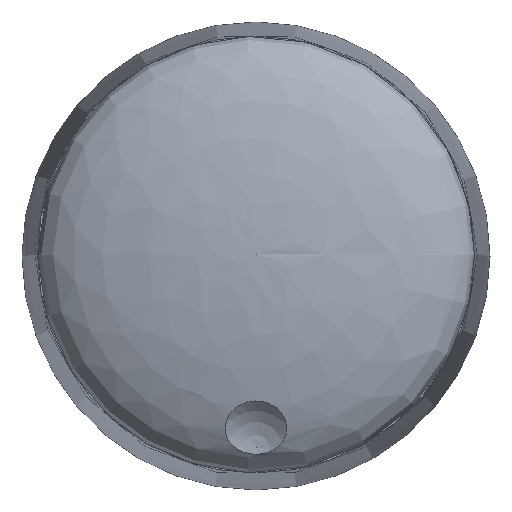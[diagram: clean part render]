
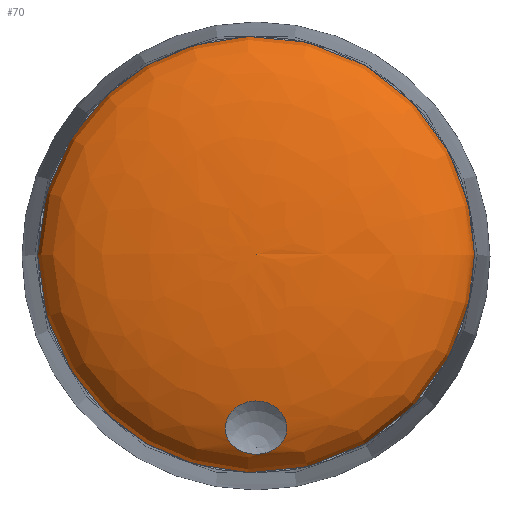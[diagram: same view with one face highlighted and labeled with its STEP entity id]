
A CAD part, top view. The second image highlights one B-rep face of the part: STEP entity #70.
In plain terms, the highlighted free-form (B-spline) face has degree [2, 2] with [7, 5] control points.
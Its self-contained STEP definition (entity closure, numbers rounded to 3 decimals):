
#70 = ADVANCED_FACE('',(#71,#75),#175,.T.);
#71 = FACE_BOUND('',#72,.T.);
#72 = VERTEX_LOOP('',#73);
#73 = VERTEX_POINT('',#74);
#74 = CARTESIAN_POINT('',(0.,0.,14.));
#75 = FACE_BOUND('',#76,.T.);
#76 = EDGE_LOOP('',(#77,#110));
#77 = ORIENTED_EDGE('',*,*,#78,.T.);
#78 = EDGE_CURVE('',#79,#81,#83,.T.);
#79 = VERTEX_POINT('',#80);
#80 = CARTESIAN_POINT('',(0.326,-3.1,13.455));
#81 = VERTEX_POINT('',#82);
#82 = CARTESIAN_POINT('',(-0.26,-3.14,
    13.435));
#83 = B_SPLINE_CURVE_WITH_KNOTS('',7,(#84,#85,#86,#87,#88,#89,#90,#91,
    #92,#93,#94,#95,#96,#97,#98,#99,#100,#101,#102,#103,#104,#105,#106,
    #107,#108,#109),.UNSPECIFIED.,.F.,.F.,(8,6,6,6,8),(0.,
    0.077,0.218,0.742,1.),.UNSPECIFIED.);
#84 = CARTESIAN_POINT('',(0.326,-3.1,13.455));
#85 = CARTESIAN_POINT('',(0.314,-3.109,13.451));
#86 = CARTESIAN_POINT('',(0.302,-3.117,13.447)
  );
#87 = CARTESIAN_POINT('',(0.29,-3.125,13.443
    ));
#88 = CARTESIAN_POINT('',(0.278,-3.132,13.44
    ));
#89 = CARTESIAN_POINT('',(0.266,-3.138,13.436
    ));
#90 = CARTESIAN_POINT('',(0.254,-3.144,13.434
    ));
#91 = CARTESIAN_POINT('',(0.222,-3.158,13.426)
  );
#92 = CARTESIAN_POINT('',(0.202,-3.166,13.422
    ));
#93 = CARTESIAN_POINT('',(0.183,-3.172,13.419)
  );
#94 = CARTESIAN_POINT('',(0.167,-3.177,13.417
    ));
#95 = CARTESIAN_POINT('',(0.152,-3.181,13.415
    ));
#96 = CARTESIAN_POINT('',(0.138,-3.184,13.413
    ));
#97 = CARTESIAN_POINT('',(0.079,-3.197,
    13.407));
#98 = CARTESIAN_POINT('',(0.05,-3.199,
    13.406));
#99 = CARTESIAN_POINT('',(0.026,-3.2,
    13.405));
#100 = CARTESIAN_POINT('',(0.004,-3.201,
    13.405));
#101 = CARTESIAN_POINT('',(-0.018,-3.2,
    13.405));
#102 = CARTESIAN_POINT('',(-0.041,-3.2,
    13.405));
#103 = CARTESIAN_POINT('',(-0.089,-3.194,
    13.408));
#104 = CARTESIAN_POINT('',(-0.107,-3.191,
    13.41));
#105 = CARTESIAN_POINT('',(-0.128,-3.187,
    13.412));
#106 = CARTESIAN_POINT('',(-0.153,-3.182,
    13.414));
#107 = CARTESIAN_POINT('',(-0.183,-3.174,
    13.419));
#108 = CARTESIAN_POINT('',(-0.22,-3.16,
    13.425));
#109 = CARTESIAN_POINT('',(-0.26,-3.14,
    13.435));
#110 = ORIENTED_EDGE('',*,*,#111,.T.);
#111 = EDGE_CURVE('',#81,#79,#112,.T.);
#112 = B_SPLINE_CURVE_WITH_KNOTS('',7,(#113,#114,#115,#116,#117,#118,
    #119,#120,#121,#122,#123,#124,#125,#126,#127,#128,#129,#130,#131,
    #132,#133,#134,#135,#136,#137,#138,#139,#140,#141,#142,#143,#144,
    #145,#146,#147,#148,#149,#150,#151,#152,#153,#154,#155,#156,#157,
    #158,#159,#160,#161,#162,#163,#164,#165,#166,#167,#168,#169,#170,
    #171,#172,#173,#174),.UNSPECIFIED.,.F.,.F.,(8,6,6,6,6,6,6,6,6,6,8),(
    0.,0.083,0.177,0.255,0.334,
    0.424,0.597,0.692,0.782,
    0.866,1.),.UNSPECIFIED.);
#113 = CARTESIAN_POINT('',(-0.26,-3.14,
    13.435));
#114 = CARTESIAN_POINT('',(-0.277,-3.132,
    13.44));
#115 = CARTESIAN_POINT('',(-0.296,-3.121,
    13.445));
#116 = CARTESIAN_POINT('',(-0.314,-3.11,
    13.45));
#117 = CARTESIAN_POINT('',(-0.333,-3.097,
    13.456));
#118 = CARTESIAN_POINT('',(-0.351,-3.082,
    13.463));
#119 = CARTESIAN_POINT('',(-0.369,-3.066,
    13.471));
#120 = CARTESIAN_POINT('',(-0.404,-3.029,
    13.488));
#121 = CARTESIAN_POINT('',(-0.422,-3.008,
    13.497));
#122 = CARTESIAN_POINT('',(-0.438,-2.985,
    13.507));
#123 = CARTESIAN_POINT('',(-0.452,-2.96,
    13.518));
#124 = CARTESIAN_POINT('',(-0.464,-2.934,
    13.529));
#125 = CARTESIAN_POINT('',(-0.474,-2.907,
    13.54));
#126 = CARTESIAN_POINT('',(-0.487,-2.856,
    13.561));
#127 = CARTESIAN_POINT('',(-0.492,-2.832,
    13.571));
#128 = CARTESIAN_POINT('',(-0.494,-2.808,
    13.58));
#129 = CARTESIAN_POINT('',(-0.495,-2.783,
    13.59));
#130 = CARTESIAN_POINT('',(-0.493,-2.758,
    13.6));
#131 = CARTESIAN_POINT('',(-0.49,-2.733,
    13.609));
#132 = CARTESIAN_POINT('',(-0.48,-2.683,
    13.627));
#133 = CARTESIAN_POINT('',(-0.472,-2.658,
    13.637));
#134 = CARTESIAN_POINT('',(-0.463,-2.634,
    13.645));
#135 = CARTESIAN_POINT('',(-0.452,-2.61,
    13.654));
#136 = CARTESIAN_POINT('',(-0.439,-2.587,
    13.662));
#137 = CARTESIAN_POINT('',(-0.425,-2.564,
    13.67));
#138 = CARTESIAN_POINT('',(-0.39,-2.518,
    13.686));
#139 = CARTESIAN_POINT('',(-0.369,-2.495,
    13.694));
#140 = CARTESIAN_POINT('',(-0.347,-2.473,
    13.701));
#141 = CARTESIAN_POINT('',(-0.322,-2.453,
    13.708));
#142 = CARTESIAN_POINT('',(-0.296,-2.434,
    13.714));
#143 = CARTESIAN_POINT('',(-0.268,-2.418,
    13.719));
#144 = CARTESIAN_POINT('',(-0.184,-2.375,
    13.733));
#145 = CARTESIAN_POINT('',(-0.124,-2.355,
    13.739));
#146 = CARTESIAN_POINT('',(-0.061,-2.343,
    13.743));
#147 = CARTESIAN_POINT('',(0.003,-2.34,
    13.744));
#148 = CARTESIAN_POINT('',(0.067,-2.345,
    13.742));
#149 = CARTESIAN_POINT('',(0.129,-2.359,
    13.738));
#150 = CARTESIAN_POINT('',(0.219,-2.393,13.727)
  );
#151 = CARTESIAN_POINT('',(0.25,-2.407,
    13.723));
#152 = CARTESIAN_POINT('',(0.28,-2.423,13.717
    ));
#153 = CARTESIAN_POINT('',(0.308,-2.442,
    13.711));
#154 = CARTESIAN_POINT('',(0.334,-2.463,
    13.704));
#155 = CARTESIAN_POINT('',(0.359,-2.485,13.697
    ));
#156 = CARTESIAN_POINT('',(0.402,-2.532,13.681
    ));
#157 = CARTESIAN_POINT('',(0.421,-2.557,
    13.672));
#158 = CARTESIAN_POINT('',(0.438,-2.582,
    13.663));
#159 = CARTESIAN_POINT('',(0.453,-2.609,
    13.654));
#160 = CARTESIAN_POINT('',(0.465,-2.637,
    13.644));
#161 = CARTESIAN_POINT('',(0.474,-2.665,
    13.634));
#162 = CARTESIAN_POINT('',(0.488,-2.72,
    13.614));
#163 = CARTESIAN_POINT('',(0.493,-2.747,
    13.604));
#164 = CARTESIAN_POINT('',(0.495,-2.774,13.593)
  );
#165 = CARTESIAN_POINT('',(0.495,-2.801,
    13.583));
#166 = CARTESIAN_POINT('',(0.492,-2.827,
    13.573));
#167 = CARTESIAN_POINT('',(0.488,-2.853,
    13.562));
#168 = CARTESIAN_POINT('',(0.471,-2.918,
    13.536));
#169 = CARTESIAN_POINT('',(0.456,-2.956,
    13.52));
#170 = CARTESIAN_POINT('',(0.436,-2.992,
    13.504));
#171 = CARTESIAN_POINT('',(0.412,-3.024,
    13.49));
#172 = CARTESIAN_POINT('',(0.385,-3.053,13.477
    ));
#173 = CARTESIAN_POINT('',(0.356,-3.079,
    13.465));
#174 = CARTESIAN_POINT('',(0.326,-3.1,13.455));
#175 = ( BOUNDED_SURFACE() B_SPLINE_SURFACE(2,2,(
    (#176,#177,#178,#179,#180)
    ,(#181,#182,#183,#184,#185)
    ,(#186,#187,#188,#189,#190)
    ,(#191,#192,#193,#194,#195)
    ,(#196,#197,#198,#199,#200)
    ,(#201,#202,#203,#204,#205)
    ,(#206,#207,#208,#209,#210
)),.UNSPECIFIED.,.T.,.F.,.F.) B_SPLINE_SURFACE_WITH_KNOTS((1,2,2,2,2,1),
  (3,2,3),(-2.094,0.,2.094,4.189,
    6.283,8.378),(-1.571,0.,1.571),
.UNSPECIFIED.) GEOMETRIC_REPRESENTATION_ITEM() RATIONAL_B_SPLINE_SURFACE
((
    (1.,0.707,1.,0.707,1.)
    ,(0.5,0.354,0.5,0.354,0.5)
    ,(1.,0.707,1.,0.707,1.)
    ,(0.5,0.354,0.5,0.354,0.5)
    ,(1.,0.707,1.,0.707,1.)
    ,(0.5,0.354,0.5,0.354,0.5)
,(1.,0.707,1.,0.707,1.
))) REPRESENTATION_ITEM('') SURFACE() );
#176 = CARTESIAN_POINT('',(0.,0.,12.));
#177 = CARTESIAN_POINT('',(3.5,0.,12.));
#178 = CARTESIAN_POINT('',(3.5,0.,13.));
#179 = CARTESIAN_POINT('',(3.5,0.,14.));
#180 = CARTESIAN_POINT('',(0.,0.,14.));
#181 = CARTESIAN_POINT('',(0.,0.,12.));
#182 = CARTESIAN_POINT('',(3.5,6.062,12.));
#183 = CARTESIAN_POINT('',(3.5,6.062,13.));
#184 = CARTESIAN_POINT('',(3.5,6.062,14.));
#185 = CARTESIAN_POINT('',(0.,0.,14.));
#186 = CARTESIAN_POINT('',(0.,0.,12.));
#187 = CARTESIAN_POINT('',(-1.75,3.031,12.));
#188 = CARTESIAN_POINT('',(-1.75,3.031,13.));
#189 = CARTESIAN_POINT('',(-1.75,3.031,14.));
#190 = CARTESIAN_POINT('',(0.,0.,14.));
#191 = CARTESIAN_POINT('',(0.,0.,12.));
#192 = CARTESIAN_POINT('',(-7.,0.,12.));
#193 = CARTESIAN_POINT('',(-7.,0.,13.));
#194 = CARTESIAN_POINT('',(-7.,0.,14.));
#195 = CARTESIAN_POINT('',(0.,0.,14.));
#196 = CARTESIAN_POINT('',(0.,0.,12.));
#197 = CARTESIAN_POINT('',(-1.75,-3.031,12.));
#198 = CARTESIAN_POINT('',(-1.75,-3.031,13.));
#199 = CARTESIAN_POINT('',(-1.75,-3.031,14.));
#200 = CARTESIAN_POINT('',(0.,0.,14.));
#201 = CARTESIAN_POINT('',(0.,0.,12.));
#202 = CARTESIAN_POINT('',(3.5,-6.062,12.));
#203 = CARTESIAN_POINT('',(3.5,-6.062,13.));
#204 = CARTESIAN_POINT('',(3.5,-6.062,14.));
#205 = CARTESIAN_POINT('',(0.,0.,14.));
#206 = CARTESIAN_POINT('',(0.,0.,12.));
#207 = CARTESIAN_POINT('',(3.5,0.,12.));
#208 = CARTESIAN_POINT('',(3.5,0.,13.));
#209 = CARTESIAN_POINT('',(3.5,0.,14.));
#210 = CARTESIAN_POINT('',(0.,0.,14.));
